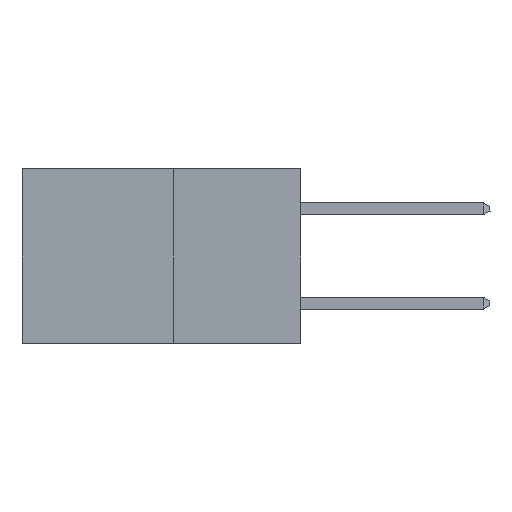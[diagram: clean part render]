
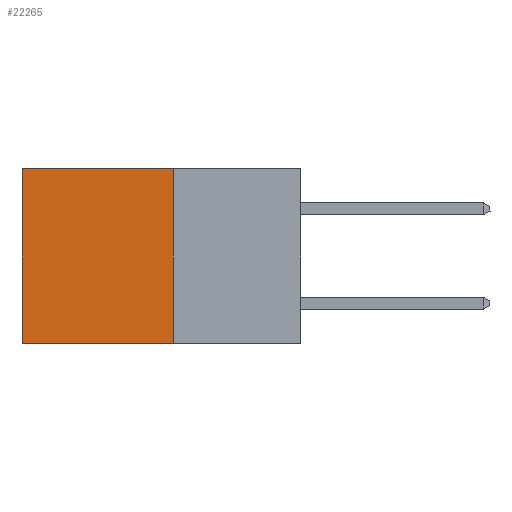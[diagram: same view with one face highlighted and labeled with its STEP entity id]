
A CAD part, left-side view. The second image highlights one B-rep face of the part: STEP entity #22265.
In plain terms, the highlighted planar face has unit normal (-1, 0, 0).
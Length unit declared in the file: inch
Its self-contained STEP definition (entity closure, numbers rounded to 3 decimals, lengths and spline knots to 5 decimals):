
#1523 = DIRECTION ( 'NONE',  ( 0., 1., 0. ) ) ;
#2139 = CARTESIAN_POINT ( 'NONE',  ( 0.277, 0.27, -0.37 ) ) ;
#2177 = DIRECTION ( 'NONE',  ( 0., 0., -1. ) ) ;
#2224 = EDGE_CURVE ( 'NONE', #7091, #22215, #16887, .T. ) ;
#2629 = CARTESIAN_POINT ( 'NONE',  ( 0.277, 0.27, -0.37 ) ) ;
#3259 = VECTOR ( 'NONE', #8911, 39.37008 ) ;
#4044 = LINE ( 'NONE', #30623, #3259 ) ;
#4259 = CARTESIAN_POINT ( 'NONE',  ( 0.277, 0.27, 0. ) ) ;
#5147 = DIRECTION ( 'NONE',  ( 1., 0., 0. ) ) ;
#6388 = CARTESIAN_POINT ( 'NONE',  ( 0.277, 0.59, -0.37 ) ) ;
#7091 = VERTEX_POINT ( 'NONE', #4259 ) ;
#7435 = CARTESIAN_POINT ( 'NONE',  ( 0.277, 0.27, -0.37 ) ) ;
#8297 = CARTESIAN_POINT ( 'NONE',  ( 0.277, 0.59, 0. ) ) ;
#8628 = VECTOR ( 'NONE', #1523, 39.37008 ) ;
#8911 = DIRECTION ( 'NONE',  ( 0., 0., -1. ) ) ;
#10964 = FACE_OUTER_BOUND ( 'NONE', #20283, .T. ) ;
#11268 = VECTOR ( 'NONE', #16074, 39.37008 ) ;
#11292 = CARTESIAN_POINT ( 'NONE',  ( 0.277, 0.27, -0.37 ) ) ;
#16074 = DIRECTION ( 'NONE',  ( 0., 1., 0. ) ) ;
#16111 = VECTOR ( 'NONE', #2177, 39.37008 ) ;
#16123 = ORIENTED_EDGE ( 'NONE', *, *, #2224, .F. ) ;
#16182 = ORIENTED_EDGE ( 'NONE', *, *, #25978, .F. ) ;
#16887 = LINE ( 'NONE', #2139, #16111 ) ;
#18544 = LINE ( 'NONE', #25812, #11268 ) ;
#19785 = PLANE ( 'NONE',  #19917 ) ;
#19917 = AXIS2_PLACEMENT_3D ( 'NONE', #2629, #5147, #22250 ) ;
#20283 = EDGE_LOOP ( 'NONE', ( #27897, #16182, #16123, #23195 ) ) ;
#21756 = VERTEX_POINT ( 'NONE', #8297 ) ;
#22215 = VERTEX_POINT ( 'NONE', #7435 ) ;
#22250 = DIRECTION ( 'NONE',  ( 0., 0., -1. ) ) ;
#22265 = ADVANCED_FACE ( 'NONE', ( #10964 ), #19785, .F. ) ;
#23195 = ORIENTED_EDGE ( 'NONE', *, *, #29406, .T. ) ;
#25297 = EDGE_CURVE ( 'NONE', #21756, #26659, #4044, .T. ) ;
#25812 = CARTESIAN_POINT ( 'NONE',  ( 0.277, 0.27, 0. ) ) ;
#25978 = EDGE_CURVE ( 'NONE', #22215, #26659, #27979, .T. ) ;
#26659 = VERTEX_POINT ( 'NONE', #6388 ) ;
#27897 = ORIENTED_EDGE ( 'NONE', *, *, #25297, .T. ) ;
#27979 = LINE ( 'NONE', #11292, #8628 ) ;
#29406 = EDGE_CURVE ( 'NONE', #7091, #21756, #18544, .T. ) ;
#30623 = CARTESIAN_POINT ( 'NONE',  ( 0.277, 0.59, -0.37 ) ) ;
